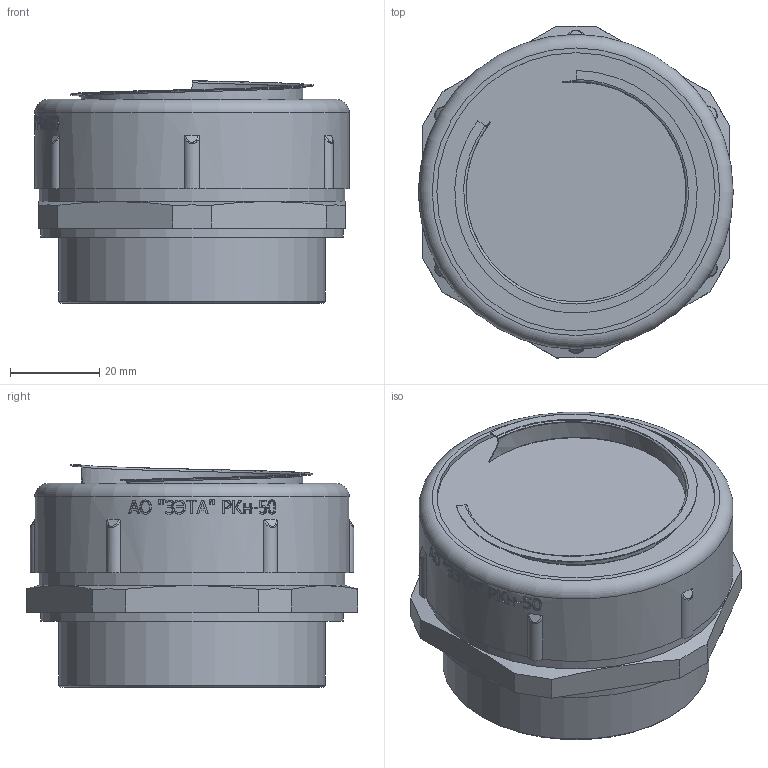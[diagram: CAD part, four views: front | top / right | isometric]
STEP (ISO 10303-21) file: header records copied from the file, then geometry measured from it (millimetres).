
FILE_DESCRIPTION(/* description */ (''),/* implementation_level */ '2;1');
FILE_NAME(/* name */ 'РКН -50.stp',/* time_stamp */ '2019-04-29T12:18:15+07:00',/* author */ ('zeta-09'),/* organization */ (''),/* preprocessor_version */ 'ST-DEVELOPER v17',/* originating_system */ 'Autodesk Inventor 2019',/* authorisation */ '');
FILE_SCHEMA (('AUTOMOTIVE_DESIGN { 1 0 10303 214 3 1 1 }'));
Length unit declared in the file: millimetre
Products named in the file (1): РКН -10
Bounding box: 70.3 x 74.21 x 49.8 mm (x, y, z)
Volume: 147409.3 mm3; surface area: 20096 mm2
Topology: 1 solids, 1 shells, 263 faces, 711 edges, 476 vertices
Faces by surface type: bspline 111, plane 104, cylinder 38, cone 9, torus 1
Full cylindrical faces by diameter (mm): 55.6 x1, 59.6 x1, 62.2 x1, 67.6 x1, 68.3 x1, 70.3 x1
Entity records: 11678 total; most frequent: CARTESIAN_POINT 5642, ORIENTED_EDGE 1422, DIRECTION 928, EDGE_CURVE 711, VERTEX_POINT 476, AXIS2_PLACEMENT_3D 313, LINE 302, VECTOR 302
